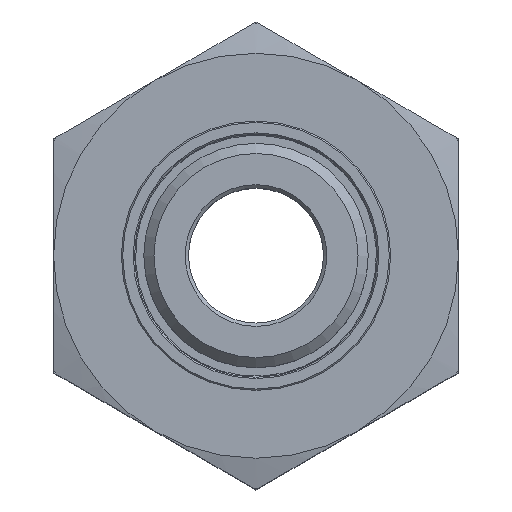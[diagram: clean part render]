
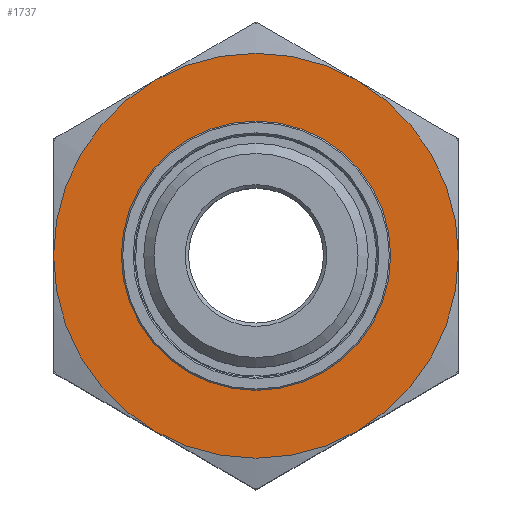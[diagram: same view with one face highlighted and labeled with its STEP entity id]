
A CAD part, top view. The second image highlights one B-rep face of the part: STEP entity #1737.
In plain terms, the highlighted planar face has unit normal (0, 0, 1).
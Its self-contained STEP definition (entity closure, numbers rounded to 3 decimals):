
#713=CARTESIAN_POINT('',(30.,0.,38.));
#714=VERTEX_POINT('',#713);
#799=CARTESIAN_POINT('',(15.,25.981,38.));
#800=VERTEX_POINT('',#799);
#878=CARTESIAN_POINT('',(-15.0,25.981,38.));
#879=VERTEX_POINT('',#878);
#957=CARTESIAN_POINT('',(-30.,0.,38.));
#958=VERTEX_POINT('',#957);
#1306=CARTESIAN_POINT('',(-15.,-25.981,38.));
#1307=VERTEX_POINT('',#1306);
#1322=CARTESIAN_POINT('',(15.,-25.981,38.));
#1323=VERTEX_POINT('',#1322);
#1337=CARTESIAN_POINT('',(0.,0.,38.));
#1338=DIRECTION('',(0.0,0.0,1.0));
#1339=DIRECTION('',(-1.0,0.0,0.0));
#1340=AXIS2_PLACEMENT_3D('',#1337,#1338,#1339);
#1341=CIRCLE('',#1340,30.);
#1342=EDGE_CURVE('',#1307,#1323,#1341,.T.);
#1367=CARTESIAN_POINT('',(0.,0.,38.));
#1368=DIRECTION('',(0.0,0.0,1.0));
#1369=DIRECTION('',(-1.0,0.0,0.0));
#1370=AXIS2_PLACEMENT_3D('',#1367,#1368,#1369);
#1371=CIRCLE('',#1370,30.);
#1372=EDGE_CURVE('',#958,#1307,#1371,.T.);
#1383=CARTESIAN_POINT('',(0.,0.,38.));
#1384=DIRECTION('',(0.0,0.0,1.0));
#1385=DIRECTION('',(-1.0,0.0,0.0));
#1386=AXIS2_PLACEMENT_3D('',#1383,#1384,#1385);
#1387=CIRCLE('',#1386,30.);
#1388=EDGE_CURVE('',#1323,#714,#1387,.T.);
#1413=CARTESIAN_POINT('',(0.,0.,38.));
#1414=DIRECTION('',(0.0,0.0,1.0));
#1415=DIRECTION('',(-1.0,0.0,0.0));
#1416=AXIS2_PLACEMENT_3D('',#1413,#1414,#1415);
#1417=CIRCLE('',#1416,30.);
#1418=EDGE_CURVE('',#800,#879,#1417,.T.);
#1431=CARTESIAN_POINT('',(0.,0.,38.));
#1432=DIRECTION('',(0.0,0.0,1.0));
#1433=DIRECTION('',(-1.0,0.0,0.0));
#1434=AXIS2_PLACEMENT_3D('',#1431,#1432,#1433);
#1435=CIRCLE('',#1434,30.);
#1436=EDGE_CURVE('',#714,#800,#1435,.T.);
#1449=CARTESIAN_POINT('',(0.,0.,38.));
#1450=DIRECTION('',(0.0,0.0,1.0));
#1451=DIRECTION('',(-1.0,0.0,0.0));
#1452=AXIS2_PLACEMENT_3D('',#1449,#1450,#1451);
#1453=CIRCLE('',#1452,30.);
#1454=EDGE_CURVE('',#879,#958,#1453,.T.);
#1674=CARTESIAN_POINT('',(19.95,0.,38.0));
#1675=VERTEX_POINT('',#1674);
#1676=CARTESIAN_POINT('',(0.,0.,38.));
#1677=DIRECTION('',(0.0,0.0,1.0));
#1678=DIRECTION('',(-1.0,0.0,0.0));
#1679=AXIS2_PLACEMENT_3D('',#1676,#1677,#1678);
#1680=CIRCLE('',#1679,19.95);
#1681=EDGE_CURVE('',#1675,#1675,#1680,.T.);
#1721=CARTESIAN_POINT('',(0.,0.,38.));
#1722=DIRECTION('',(0.0,0.0,1.0));
#1723=DIRECTION('',(1.0,0.0,0.0));
#1724=AXIS2_PLACEMENT_3D('',#1721,#1722,#1723);
#1725=PLANE('',#1724);
#1726=ORIENTED_EDGE('',*,*,#1436,.T.);
#1727=ORIENTED_EDGE('',*,*,#1418,.T.);
#1728=ORIENTED_EDGE('',*,*,#1454,.T.);
#1729=ORIENTED_EDGE('',*,*,#1372,.T.);
#1730=ORIENTED_EDGE('',*,*,#1342,.T.);
#1731=ORIENTED_EDGE('',*,*,#1388,.T.);
#1732=EDGE_LOOP('',(#1726,#1727,#1728,#1729,#1730,#1731));
#1733=FACE_OUTER_BOUND('',#1732,.T.);
#1734=ORIENTED_EDGE('',*,*,#1681,.F.);
#1735=EDGE_LOOP('',(#1734));
#1736=FACE_BOUND('',#1735,.T.);
#1737=ADVANCED_FACE('',(#1733,#1736),#1725,.T.);
